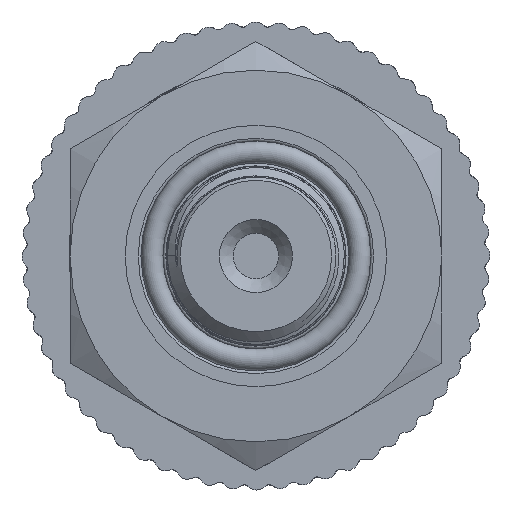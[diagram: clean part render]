
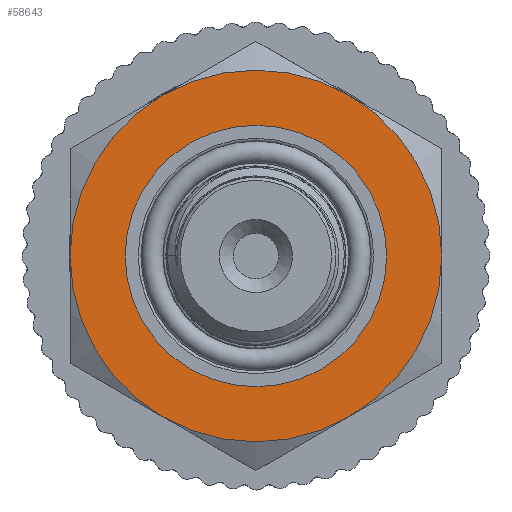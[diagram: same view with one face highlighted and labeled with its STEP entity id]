
A CAD part, left-side view. The second image highlights one B-rep face of the part: STEP entity #58643.
In plain terms, the highlighted face is planar.
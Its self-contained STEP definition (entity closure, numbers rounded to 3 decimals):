
#4469=FACE_BOUND('',#15354,.T.);
#7618=PLANE('',#66409);
#11421=FACE_OUTER_BOUND('',#15353,.T.);
#15353=EDGE_LOOP('',(#54509));
#15354=EDGE_LOOP('',(#54510));
#16080=CIRCLE('',#66370,13.5);
#16104=CIRCLE('',#66410,9.5);
#27917=VERTEX_POINT('',#133015);
#27936=VERTEX_POINT('',#133081);
#36764=EDGE_CURVE('',#27917,#27917,#16080,.T.);
#36795=EDGE_CURVE('',#27936,#27936,#16104,.T.);
#54509=ORIENTED_EDGE('',*,*,#36764,.T.);
#54510=ORIENTED_EDGE('',*,*,#36795,.F.);
#58643=ADVANCED_FACE('',(#11421,#4469),#7618,.T.);
#66370=AXIS2_PLACEMENT_3D('',#133016,#84157,#84158);
#66409=AXIS2_PLACEMENT_3D('',#133080,#84242,#84243);
#66410=AXIS2_PLACEMENT_3D('',#133082,#84244,#84245);
#84157=DIRECTION('center_axis',(1.,0.,0.));
#84158=DIRECTION('ref_axis',(0.,0.,-1.));
#84242=DIRECTION('center_axis',(1.,0.,0.));
#84243=DIRECTION('ref_axis',(0.,0.,-1.));
#84244=DIRECTION('center_axis',(1.,0.,0.));
#84245=DIRECTION('ref_axis',(0.,0.,-1.));
#133015=CARTESIAN_POINT('',(-14.,-13.5,0.));
#133016=CARTESIAN_POINT('Origin',(-14.,0.,0.));
#133080=CARTESIAN_POINT('Origin',(-14.,9.5,0.));
#133081=CARTESIAN_POINT('',(-14.,-9.5,0.));
#133082=CARTESIAN_POINT('Origin',(-14.,0.,0.));
